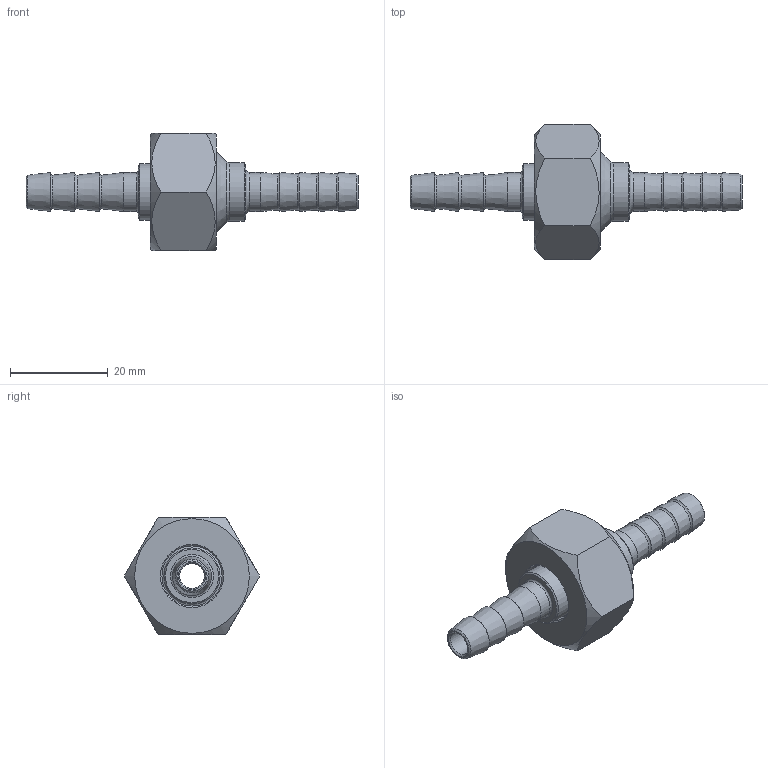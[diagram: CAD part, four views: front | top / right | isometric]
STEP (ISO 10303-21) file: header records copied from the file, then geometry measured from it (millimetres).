
FILE_DESCRIPTION(/* description */ (''),/* implementation_level */ '2;1');
FILE_NAME(/* name */ '3D_R666-SL-8-DN10-8_171130704.stp',/* time_stamp */ '2021-07-12T10:58:57+02:00',/* author */ ('cad'),/* organization */ (''),/* preprocessor_version */ 'ST-DEVELOPER v18.1',/* originating_system */ 'Autodesk Inventor 2022',/* authorisation */ '');
FILE_SCHEMA (('AUTOMOTIVE_DESIGN { 1 0 10303 214 3 1 1 }'));
Length unit declared in the file: millimetre
Products named in the file (4): 3D_R666-SL-8-DN10-8_171130704; 3D_R666-M-DN10_17113900; 3D_R666-SLG-8-DN10_17113810; 3D_R666-SLE-8-DN10_17113410
Assembly tree (3 placements, depth 2):
  3D_R666-SL-8-DN10-8_171130704
    3D_R666-M-DN10_17113900
    3D_R666-SLG-8-DN10_17113810
    3D_R666-SLE-8-DN10_17113410
Bounding box: 68 x 27.71 x 24 mm (x, y, z)
Volume: 8313.5 mm3; surface area: 5946.4 mm2
Topology: 3 solids, 3 shells, 67 faces, 145 edges, 91 vertices
Faces by surface type: cone 26, plane 19, torus 12, cylinder 10
Full cylindrical faces by diameter (mm): 5 x2, 8 x2, 11.5 x1, 12 x1, 12.3 x1, 14.5 x1, 14.95 x1, 16.6 x1
Entity records: 1997 total; most frequent: DIRECTION 372, CARTESIAN_POINT 334, ORIENTED_EDGE 290, AXIS2_PLACEMENT_3D 165, EDGE_CURVE 145, CIRCLE 91, VERTEX_POINT 91, EDGE_LOOP 80
